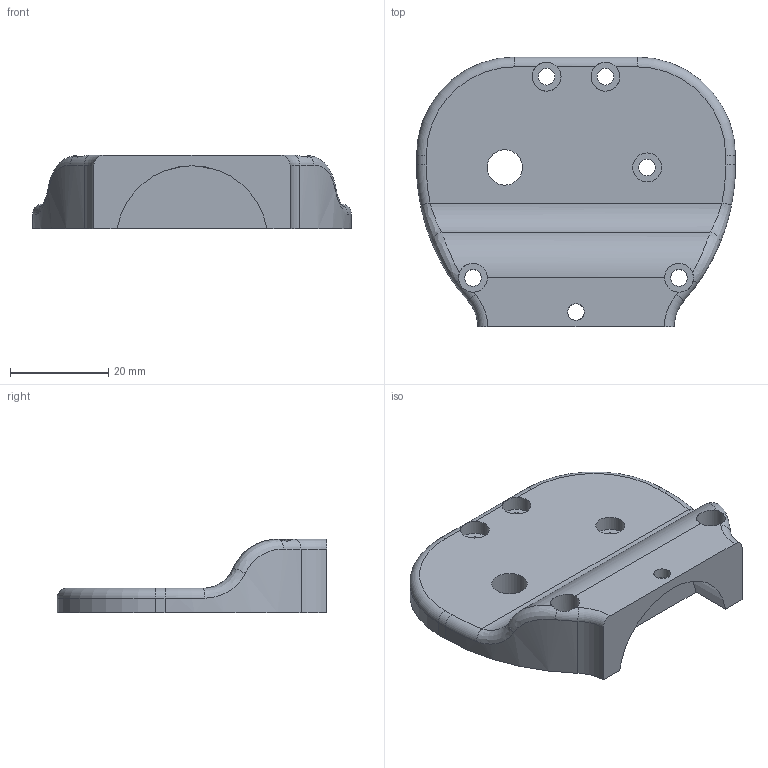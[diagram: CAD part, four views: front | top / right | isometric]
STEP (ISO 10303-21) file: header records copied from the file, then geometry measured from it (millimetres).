
FILE_DESCRIPTION(('FreeCAD Model'),'2;1');
FILE_NAME('Open CASCADE Shape Model','2021-07-31T14:17:05',('Author'),( ''),'Open CASCADE STEP processor 7.5','FreeCAD','Unknown');
FILE_SCHEMA(('AUTOMOTIVE_DESIGN { 1 0 10303 214 1 1 1 1 }'));
Length unit declared in the file: millimetre
Products named in the file (1): GripperTop
Bounding box: 65 x 55 x 15 mm (x, y, z)
Volume: 20848.8 mm3; surface area: 8808.9 mm2
Topology: 1 solids, 1 shells, 49 faces, 125 edges, 79 vertices
Faces by surface type: cylinder 24, plane 13, torus 8, bspline 4
Full cylindrical faces by diameter (mm): 3.4 x6, 5.9 x5, 7.2 x1
Entity records: 5148 total; most frequent: CARTESIAN_POINT 2663, DIRECTION 458, ORIENTED_EDGE 250, PCURVE 250, DEFINITIONAL_REPRESENTATION 250, LINE 215, VECTOR 215, EDGE_CURVE 125
